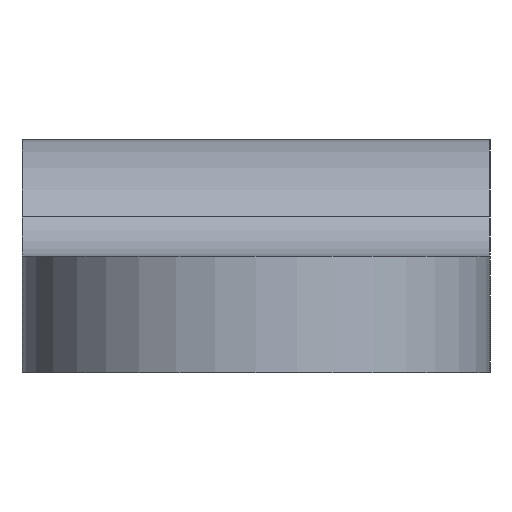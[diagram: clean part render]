
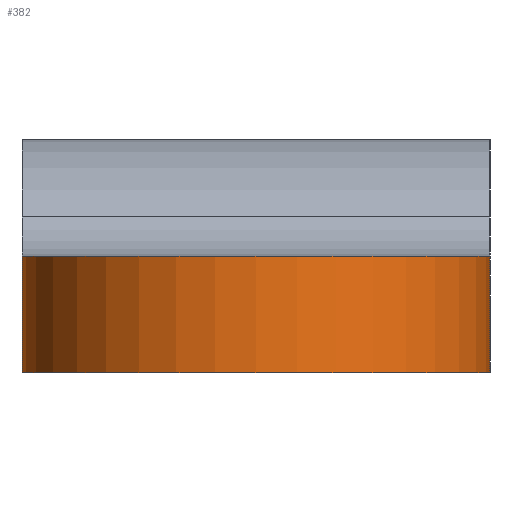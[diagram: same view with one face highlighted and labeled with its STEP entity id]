
A CAD part, left-side view. The second image highlights one B-rep face of the part: STEP entity #382.
In plain terms, the highlighted cylindrical face has radius 6.35 mm (diameter 12.7 mm), a partial arc.
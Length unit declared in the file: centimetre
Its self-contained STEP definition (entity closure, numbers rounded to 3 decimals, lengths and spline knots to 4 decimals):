
#24=CYLINDRICAL_SURFACE('',#440,0.635);
#48=FACE_OUTER_BOUND('',#72,.T.);
#72=EDGE_LOOP('',(#345,#346,#347,#348));
#75=CIRCLE('',#400,0.635);
#97=CIRCLE('',#435,0.635);
#124=LINE('',#664,#154);
#126=LINE('',#667,#156);
#154=VECTOR('',#548,2.54);
#156=VECTOR('',#552,2.54);
#159=VERTEX_POINT('',#565);
#161=VERTEX_POINT('',#568);
#192=VERTEX_POINT('',#655);
#193=VERTEX_POINT('',#656);
#196=EDGE_CURVE('',#159,#161,#75,.F.);
#239=EDGE_CURVE('',#192,#193,#97,.T.);
#244=EDGE_CURVE('',#193,#159,#124,.T.);
#246=EDGE_CURVE('',#161,#192,#126,.F.);
#345=ORIENTED_EDGE('',*,*,#239,.F.);
#346=ORIENTED_EDGE('',*,*,#246,.F.);
#347=ORIENTED_EDGE('',*,*,#196,.F.);
#348=ORIENTED_EDGE('',*,*,#244,.F.);
#382=ADVANCED_FACE('',(#48),#24,.T.);
#400=AXIS2_PLACEMENT_3D('',#569,#448,#449);
#435=AXIS2_PLACEMENT_3D('',#657,#539,#540);
#440=AXIS2_PLACEMENT_3D('',#669,#555,#556);
#448=DIRECTION('center_axis',(0.,0.,-1.));
#449=DIRECTION('ref_axis',(-1.,0.,0.));
#539=DIRECTION('center_axis',(0.,0.,-1.));
#540=DIRECTION('ref_axis',(-1.,0.,0.));
#548=DIRECTION('',(0.,0.,1.));
#552=DIRECTION('',(0.,0.,1.));
#555=DIRECTION('center_axis',(0.,0.,-1.));
#556=DIRECTION('ref_axis',(-1.,0.,0.));
#565=CARTESIAN_POINT('',(-2.3813,0.635,0.3175));
#568=CARTESIAN_POINT('',(-2.3813,-0.635,0.3175));
#569=CARTESIAN_POINT('Origin',(-2.3813,0.,0.3175));
#655=CARTESIAN_POINT('',(-2.3813,-0.635,0.));
#656=CARTESIAN_POINT('',(-2.3813,0.635,0.));
#657=CARTESIAN_POINT('Origin',(-2.3813,0.,0.));
#664=CARTESIAN_POINT('',(-2.3813,0.635,0.));
#667=CARTESIAN_POINT('',(-2.3813,-0.635,0.));
#669=CARTESIAN_POINT('Origin',(-2.3813,0.,0.));
